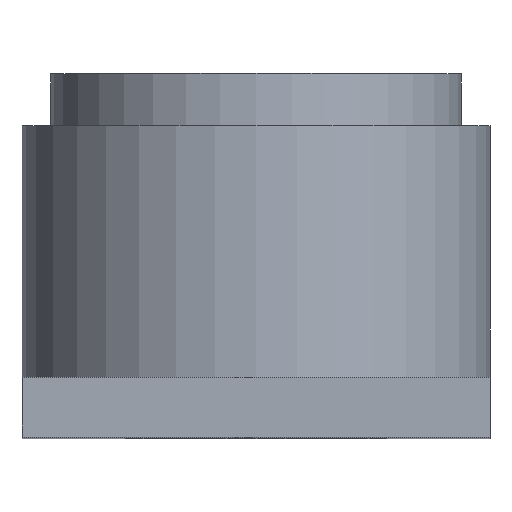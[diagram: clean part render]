
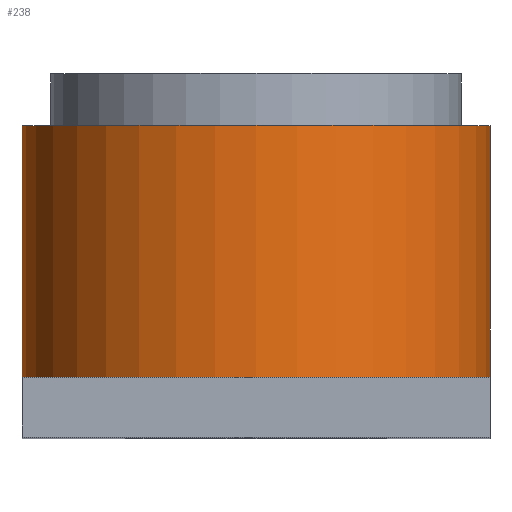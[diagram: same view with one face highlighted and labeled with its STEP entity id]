
A CAD part, top view. The second image highlights one B-rep face of the part: STEP entity #238.
In plain terms, the highlighted cylindrical face has radius 4.5 mm (diameter 9 mm), a full revolution.
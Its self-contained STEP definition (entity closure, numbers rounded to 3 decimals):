
#33=FACE_OUTER_BOUND('',#49,.T.);
#49=EDGE_LOOP('',(#177,#178,#179,#180,#181,#182));
#70=LINE('',#391,#89);
#89=VECTOR('',#316,4.5);
#110=CIRCLE('',#273,4.5);
#111=CIRCLE('',#274,4.5);
#112=CIRCLE('',#275,4.5);
#113=CIRCLE('',#276,4.5);
#122=VERTEX_POINT('',#385);
#123=VERTEX_POINT('',#386);
#124=VERTEX_POINT('',#388);
#125=VERTEX_POINT('',#390);
#144=EDGE_CURVE('',#122,#123,#110,.T.);
#145=EDGE_CURVE('',#123,#124,#111,.T.);
#146=EDGE_CURVE('',#124,#125,#70,.T.);
#147=EDGE_CURVE('',#125,#125,#112,.T.);
#148=EDGE_CURVE('',#124,#122,#113,.T.);
#177=ORIENTED_EDGE('',*,*,#144,.T.);
#178=ORIENTED_EDGE('',*,*,#145,.T.);
#179=ORIENTED_EDGE('',*,*,#146,.T.);
#180=ORIENTED_EDGE('',*,*,#147,.F.);
#181=ORIENTED_EDGE('',*,*,#146,.F.);
#182=ORIENTED_EDGE('',*,*,#148,.T.);
#233=CYLINDRICAL_SURFACE('',#272,4.5);
#238=ADVANCED_FACE('',(#33),#233,.T.);
#272=AXIS2_PLACEMENT_3D('',#384,#310,#311);
#273=AXIS2_PLACEMENT_3D('',#387,#312,#313);
#274=AXIS2_PLACEMENT_3D('',#389,#314,#315);
#275=AXIS2_PLACEMENT_3D('',#392,#317,#318);
#276=AXIS2_PLACEMENT_3D('',#393,#319,#320);
#310=DIRECTION('center_axis',(0.,-1.,0.));
#311=DIRECTION('ref_axis',(0.,0.,-1.));
#312=DIRECTION('center_axis',(0.,1.,0.));
#313=DIRECTION('ref_axis',(0.,0.,1.));
#314=DIRECTION('center_axis',(0.,1.,0.));
#315=DIRECTION('ref_axis',(0.,0.,1.));
#316=DIRECTION('',(0.,1.,0.));
#317=DIRECTION('center_axis',(0.,1.,0.));
#318=DIRECTION('ref_axis',(0.,0.,1.));
#319=DIRECTION('center_axis',(0.,1.,0.));
#320=DIRECTION('ref_axis',(0.,0.,1.));
#384=CARTESIAN_POINT('Origin',(0.,4.,0.));
#385=CARTESIAN_POINT('',(4.5,-1.85,0.));
#386=CARTESIAN_POINT('',(-4.5,-1.85,0.));
#387=CARTESIAN_POINT('Origin',(0.,-1.85,0.));
#388=CARTESIAN_POINT('',(0.,-1.85,4.5));
#389=CARTESIAN_POINT('Origin',(0.,-1.85,0.));
#390=CARTESIAN_POINT('',(0.,3.,4.5));
#391=CARTESIAN_POINT('',(0.,4.,4.5));
#392=CARTESIAN_POINT('Origin',(0.,3.,0.));
#393=CARTESIAN_POINT('Origin',(0.,-1.85,0.));
